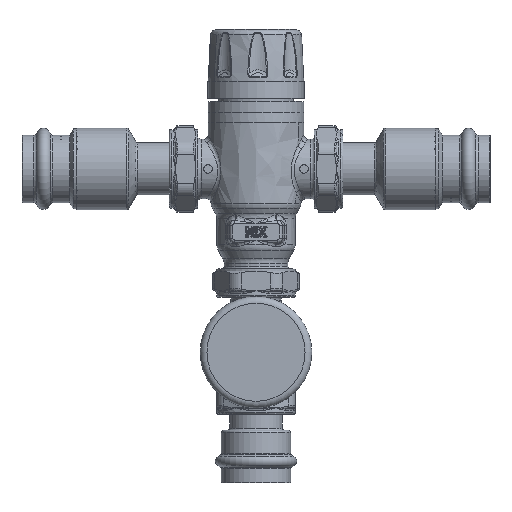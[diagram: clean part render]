
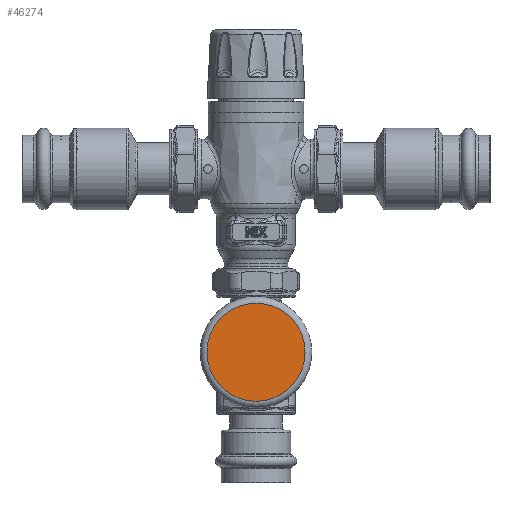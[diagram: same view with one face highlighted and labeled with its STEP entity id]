
A CAD part, top view. The second image highlights one B-rep face of the part: STEP entity #46274.
In plain terms, the highlighted planar face has unit normal (0, 0, 1).
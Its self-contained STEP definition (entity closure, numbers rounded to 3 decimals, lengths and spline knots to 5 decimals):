
#2720=PLANE('',#50577);
#5032=FACE_OUTER_BOUND('',#7913,.T.);
#7913=EDGE_LOOP('',(#37615));
#10392=CIRCLE('',#50571,0.905);
#19835=VERTEX_POINT('',#130728);
#25856=EDGE_CURVE('',#19835,#19835,#10392,.T.);
#37615=ORIENTED_EDGE('',*,*,#25856,.F.);
#46274=ADVANCED_FACE('',(#5032),#2720,.T.);
#50571=AXIS2_PLACEMENT_3D('',#130729,#60708,#60709);
#50577=AXIS2_PLACEMENT_3D('',#130739,#60721,#60722);
#60708=DIRECTION('center_axis',(0.,0.,
-1.));
#60709=DIRECTION('ref_axis',(0.,1.,0.));
#60721=DIRECTION('center_axis',(0.,0.,
1.));
#60722=DIRECTION('ref_axis',(0.,-1.,0.));
#130728=CARTESIAN_POINT('',(0.,-2.48083,1.4924));
#130729=CARTESIAN_POINT('Origin',(0.,-3.38583,
1.4924));
#130739=CARTESIAN_POINT('Origin',(0.,-3.38583,
1.4924));
